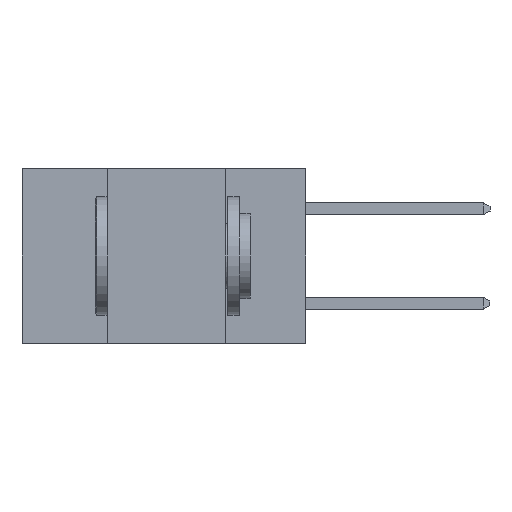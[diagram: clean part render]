
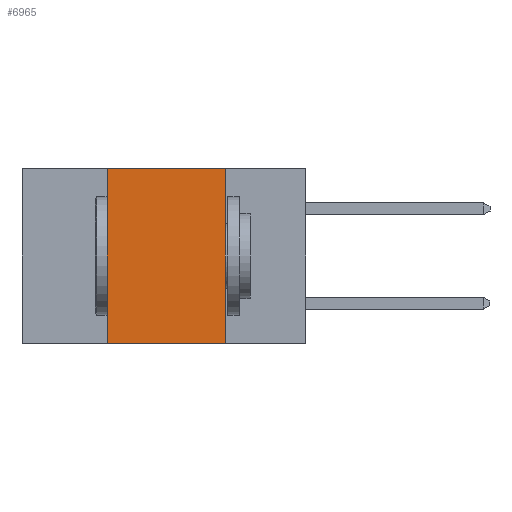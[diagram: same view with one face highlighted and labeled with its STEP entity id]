
A CAD part, left-side view. The second image highlights one B-rep face of the part: STEP entity #6965.
In plain terms, the highlighted planar face has unit normal (-1, 0, 0).
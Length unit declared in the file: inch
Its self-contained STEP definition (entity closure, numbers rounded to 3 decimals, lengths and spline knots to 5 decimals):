
#563 = DIRECTION ( 'NONE',  ( 0., 0., 1. ) ) ;
#1317 = VECTOR ( 'NONE', #6840, 39.37008 ) ;
#1931 = ORIENTED_EDGE ( 'NONE', *, *, #3599, .F. ) ;
#1963 = VERTEX_POINT ( 'NONE', #4815 ) ;
#2001 = VERTEX_POINT ( 'NONE', #5330 ) ;
#2253 = ORIENTED_EDGE ( 'NONE', *, *, #3503, .T. ) ;
#2590 = CARTESIAN_POINT ( 'NONE',  ( 0., 0.42, 0. ) ) ;
#3503 = EDGE_CURVE ( 'NONE', #9139, #2001, #14574, .T. ) ;
#3599 = EDGE_CURVE ( 'NONE', #1963, #2001, #5005, .T. ) ;
#4815 = CARTESIAN_POINT ( 'NONE',  ( 0., 0.17, 0. ) ) ;
#5005 = LINE ( 'NONE', #9552, #1317 ) ;
#5330 = CARTESIAN_POINT ( 'NONE',  ( 0., 0.17, -0.37 ) ) ;
#5939 = LINE ( 'NONE', #10282, #8758 ) ;
#6497 = DIRECTION ( 'NONE',  ( 0., -1., 0. ) ) ;
#6826 = CARTESIAN_POINT ( 'NONE',  ( 0., 0.42, -0.37 ) ) ;
#6840 = DIRECTION ( 'NONE',  ( 0., 0., -1. ) ) ;
#6965 = ADVANCED_FACE ( 'NONE', ( #10079 ), #13609, .F. ) ;
#6987 = LINE ( 'NONE', #10666, #9794 ) ;
#7345 = VERTEX_POINT ( 'NONE', #2590 ) ;
#8468 = ORIENTED_EDGE ( 'NONE', *, *, #10985, .F. ) ;
#8697 = ORIENTED_EDGE ( 'NONE', *, *, #13757, .F. ) ;
#8758 = VECTOR ( 'NONE', #563, 39.37008 ) ;
#9139 = VERTEX_POINT ( 'NONE', #6826 ) ;
#9552 = CARTESIAN_POINT ( 'NONE',  ( 0., 0.17, 0. ) ) ;
#9610 = CARTESIAN_POINT ( 'NONE',  ( 0., 0.6, -0.37 ) ) ;
#9794 = VECTOR ( 'NONE', #15120, 39.37008 ) ;
#10079 = FACE_OUTER_BOUND ( 'NONE', #11100, .T. ) ;
#10282 = CARTESIAN_POINT ( 'NONE',  ( 0., 0.42, 0. ) ) ;
#10622 = AXIS2_PLACEMENT_3D ( 'NONE', #11601, #11641, #11540 ) ;
#10666 = CARTESIAN_POINT ( 'NONE',  ( 0., 0.6, 0. ) ) ;
#10985 = EDGE_CURVE ( 'NONE', #7345, #1963, #6987, .T. ) ;
#11100 = EDGE_LOOP ( 'NONE', ( #1931, #8468, #8697, #2253 ) ) ;
#11540 = DIRECTION ( 'NONE',  ( 0., 0., -1. ) ) ;
#11601 = CARTESIAN_POINT ( 'NONE',  ( 0., 0.6, 0. ) ) ;
#11641 = DIRECTION ( 'NONE',  ( 1., 0., 0. ) ) ;
#11655 = VECTOR ( 'NONE', #6497, 39.37008 ) ;
#13609 = PLANE ( 'NONE',  #10622 ) ;
#13757 = EDGE_CURVE ( 'NONE', #9139, #7345, #5939, .T. ) ;
#14574 = LINE ( 'NONE', #9610, #11655 ) ;
#15120 = DIRECTION ( 'NONE',  ( 0., -1., 0. ) ) ;
